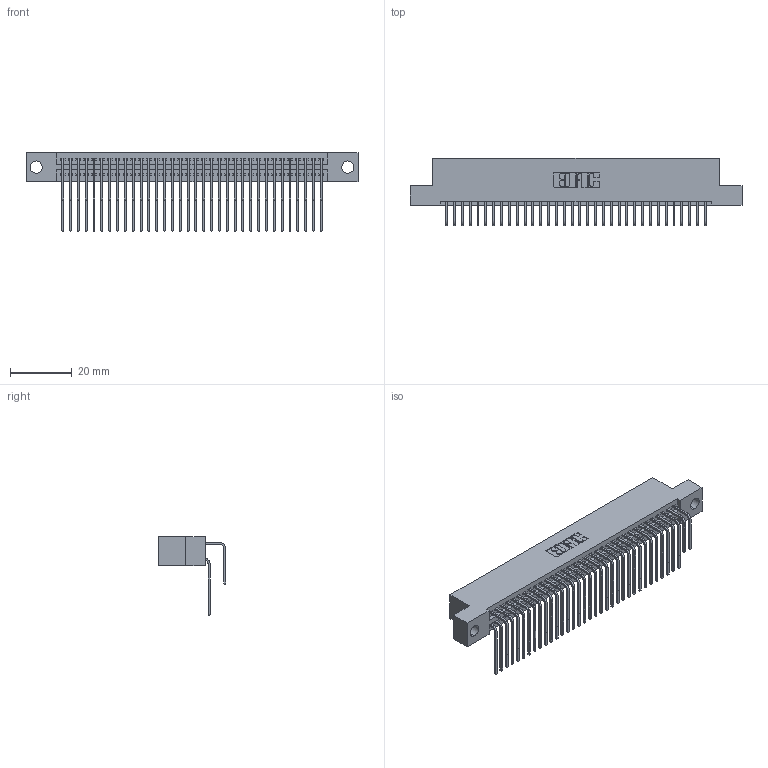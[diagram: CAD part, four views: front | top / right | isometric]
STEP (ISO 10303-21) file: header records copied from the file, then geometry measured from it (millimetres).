
FILE_DESCRIPTION (( 'STEP AP203' ), '1' );
FILE_NAME ('395-068-558-204.STEP', '2021-06-17T04:09:29', ( '' ), ( '' ), 'SwSTEP 2.0', 'SolidWorks 2020', '' );
FILE_SCHEMA (( 'CONFIG_CONTROL_DESIGN' ));
Length unit declared in the file: inch
Products named in the file (4): 345 Part_Flush Mounting Lugs - 0.156 Dia-TI; 345-292-001_558 Tail - 2; 395-068-558-204; 345-292-001_558 559 Tail - 1
Assembly tree (69 placements, depth 2):
  395-068-558-204
    345 Part_Flush Mounting Lugs - 0.156 Dia-TI
    345-292-001_558 559 Tail - 1  x34
    345-292-001_558 Tail - 2  x34
Bounding box: 107.57 x 21.83 x 25.53 mm (x, y, z)
Volume: 10661.4 mm3; surface area: 17300.6 mm2
Topology: 69 solids, 69 shells, 3676 faces, 10917 edges, 7186 vertices
Faces by surface type: plane 2474, cylinder 1202
Entity records: 29825 total; most frequent: CARTESIAN_POINT 5057, ORIENTED_EDGE 4938, DIRECTION 4441, EDGE_CURVE 2469, VECTOR 2161, LINE 2161, VERTEX_POINT 1642, AXIS2_PLACEMENT_3D 1140
